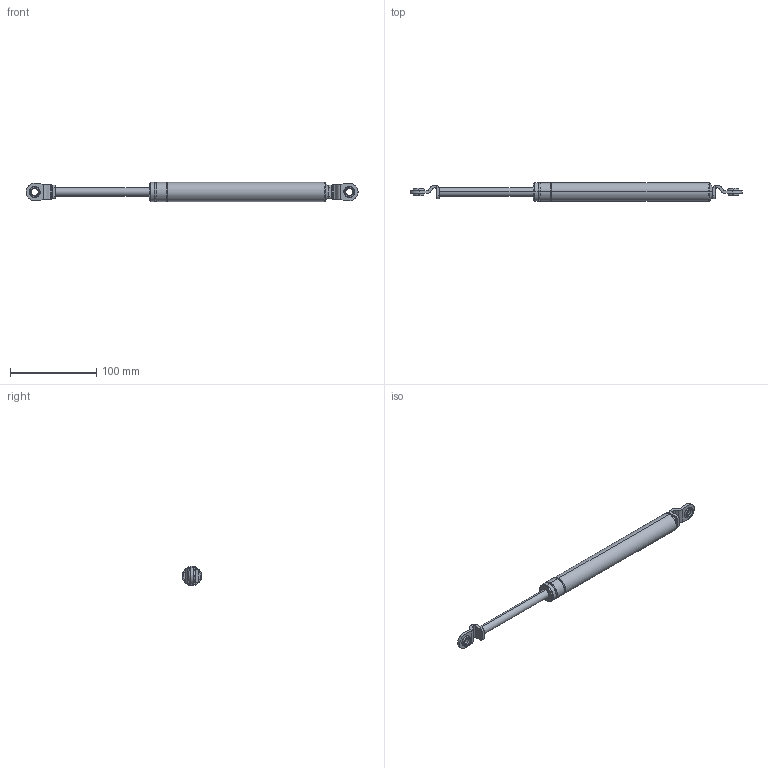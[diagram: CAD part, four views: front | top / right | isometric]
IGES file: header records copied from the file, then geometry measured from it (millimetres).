
Start section: ------------------------------------------------------------------------
Global section: file name: PC50.20848.TM_367_100_40_22439.igs; native system: spGate; preprocessor: ver16.7.1; author: Unknown; organization: Unknown; date: 201021.165521; units: millimetre
Bounding box: 383.99 x 22.46 x 22.5 mm (x, y, z)
Volume: 91985.8 mm3; surface area: 23096.5 mm2
Topology: 2 solids, 2 shells, 153 faces, 370 edges, 230 vertices
Faces by surface type: bspline 153
